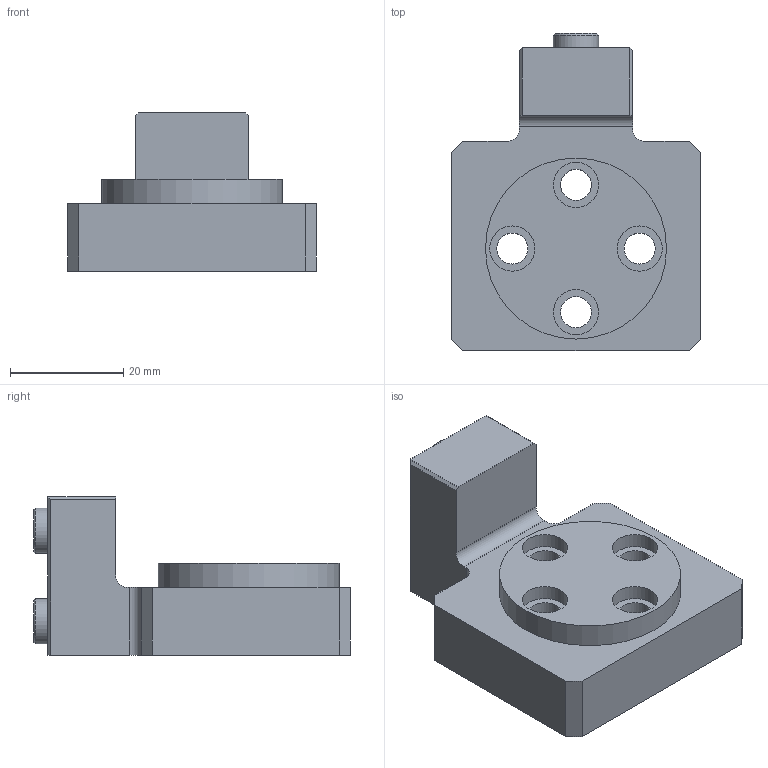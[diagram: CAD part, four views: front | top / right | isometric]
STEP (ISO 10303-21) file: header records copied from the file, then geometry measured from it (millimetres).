
FILE_DESCRIPTION(/* description */ (''),/* implementation_level */ '2;1');
FILE_NAME(/* name */ 'TY-LL-100.stp',/* time_stamp */ '2019-11-19T11:34:13+01:00',/* author */ ('e.orio2'),/* organization */ ('TERMOMACCHINE s.r.l.'),/* preprocessor_version */ 'ST-DEVELOPER v17',/* originating_system */ 'Autodesk Inventor 2019',/* authorisation */ '');
FILE_SCHEMA (('AUTOMOTIVE_DESIGN { 1 0 10303 214 3 1 1 }'));
Length unit declared in the file: millimetre
Products named in the file (3): TY-LL-100; TY-LL-100_1; BOCCOLA 8H7L5.4
Assembly tree (3 placements, depth 2):
  TY-LL-100
    TY-LL-100_1
    BOCCOLA 8H7L5.4  x2
Bounding box: 44 x 56 x 28 mm (x, y, z)
Volume: 27871.6 mm3; surface area: 9676.5 mm2
Topology: 3 solids, 3 shells, 71 faces, 170 edges, 116 vertices
Faces by surface type: plane 35, cylinder 24, cone 12
Full cylindrical faces by diameter (mm): 4.134 x2, 5.3 x2, 5.5 x4, 8 x8, 9 x4, 32 x1
Entity records: 2046 total; most frequent: DIRECTION 364, CARTESIAN_POINT 331, ORIENTED_EDGE 308, EDGE_CURVE 154, AXIS2_PLACEMENT_3D 141, VERTEX_POINT 108, EDGE_LOOP 86, LINE 82
